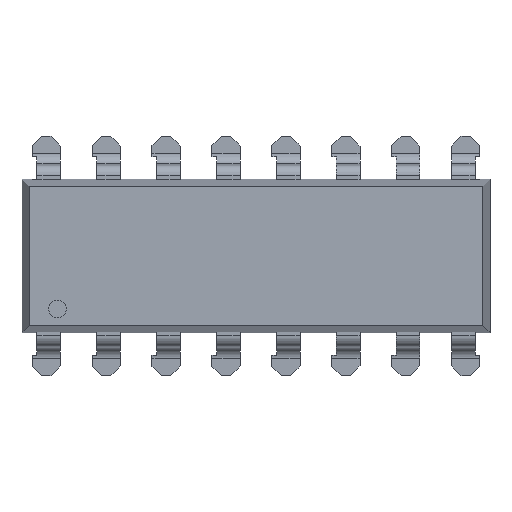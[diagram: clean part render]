
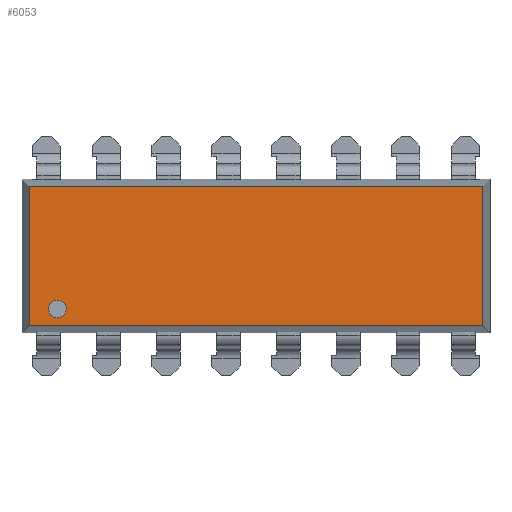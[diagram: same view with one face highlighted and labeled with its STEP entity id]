
A CAD part, top view. The second image highlights one B-rep face of the part: STEP entity #6053.
In plain terms, the highlighted planar face has unit normal (0, 0, 1).
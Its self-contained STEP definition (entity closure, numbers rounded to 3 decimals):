
#106=FACE_BOUND('',#617,.T.);
#107=CIRCLE('',#6424,0.375);
#108=CIRCLE('',#6425,0.375);
#279=FACE_OUTER_BOUND('',#616,.T.);
#616=EDGE_LOOP('',(#3884,#3885,#3886,#3887));
#617=EDGE_LOOP('',(#3888,#3889));
#950=LINE('',#8650,#1664);
#958=LINE('',#8666,#1672);
#976=LINE('',#8699,#1690);
#985=LINE('',#8715,#1699);
#1664=VECTOR('',#6926,5.9);
#1672=VECTOR('',#6938,5.9);
#1690=VECTOR('',#6962,10.);
#1699=VECTOR('',#6973,10.);
#2378=VERTEX_POINT('',#8647);
#2379=VERTEX_POINT('',#8649);
#2384=VERTEX_POINT('',#8663);
#2385=VERTEX_POINT('',#8665);
#2404=VERTEX_POINT('',#8716);
#2405=VERTEX_POINT('',#8717);
#2962=EDGE_CURVE('',#2379,#2378,#950,.T.);
#2970=EDGE_CURVE('',#2385,#2384,#958,.T.);
#2988=EDGE_CURVE('',#2378,#2385,#976,.T.);
#2997=EDGE_CURVE('',#2379,#2384,#985,.T.);
#2998=EDGE_CURVE('',#2404,#2405,#107,.T.);
#2999=EDGE_CURVE('',#2405,#2404,#108,.T.);
#3884=ORIENTED_EDGE('',*,*,#2997,.F.);
#3885=ORIENTED_EDGE('',*,*,#2962,.T.);
#3886=ORIENTED_EDGE('',*,*,#2988,.T.);
#3887=ORIENTED_EDGE('',*,*,#2970,.T.);
#3888=ORIENTED_EDGE('',*,*,#2998,.F.);
#3889=ORIENTED_EDGE('',*,*,#2999,.F.);
#5606=PLANE('',#6423);
#6053=ADVANCED_FACE('',(#279,#106),#5606,.F.);
#6423=AXIS2_PLACEMENT_3D('',#8714,#6971,#6972);
#6424=AXIS2_PLACEMENT_3D('',#8718,#6974,#6975);
#6425=AXIS2_PLACEMENT_3D('',#8719,#6976,#6977);
#6926=DIRECTION('',(0.,1.,0.));
#6938=DIRECTION('',(0.,-1.,0.));
#6962=DIRECTION('',(-1.,0.,0.));
#6971=DIRECTION('center_axis',(0.,0.,-1.));
#6972=DIRECTION('ref_axis',(0.,1.,0.));
#6973=DIRECTION('',(-1.,0.,0.));
#6974=DIRECTION('center_axis',(0.,0.,1.));
#6975=DIRECTION('ref_axis',(0.,-1.,0.));
#6976=DIRECTION('center_axis',(0.,0.,1.));
#6977=DIRECTION('ref_axis',(0.,-1.,0.));
#8647=CARTESIAN_POINT('',(18.51,7.503,3.5));
#8649=CARTESIAN_POINT('',(18.51,1.603,3.5));
#8650=CARTESIAN_POINT('',(18.51,1.603,3.5));
#8663=CARTESIAN_POINT('',(-0.73,1.603,3.5));
#8665=CARTESIAN_POINT('',(-0.73,7.503,3.5));
#8666=CARTESIAN_POINT('',(-0.73,7.503,3.5));
#8699=CARTESIAN_POINT('',(16.51,7.503,3.5));
#8714=CARTESIAN_POINT('Origin',(18.81,1.303,3.5));
#8715=CARTESIAN_POINT('',(16.51,1.603,3.5));
#8716=CARTESIAN_POINT('',(0.47,1.928,3.5));
#8717=CARTESIAN_POINT('',(0.47,2.678,3.5));
#8718=CARTESIAN_POINT('Origin',(0.47,2.303,3.5));
#8719=CARTESIAN_POINT('Origin',(0.47,2.303,3.5));
